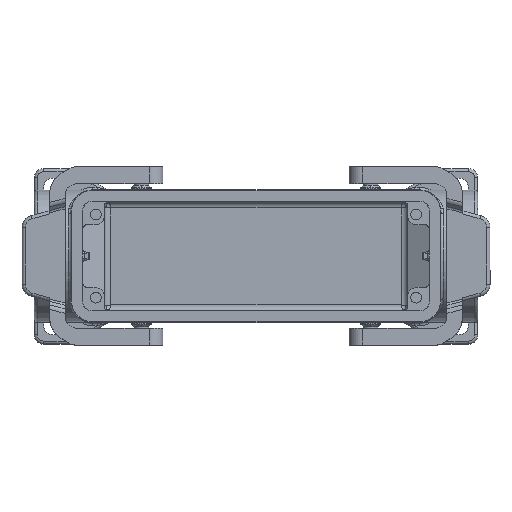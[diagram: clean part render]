
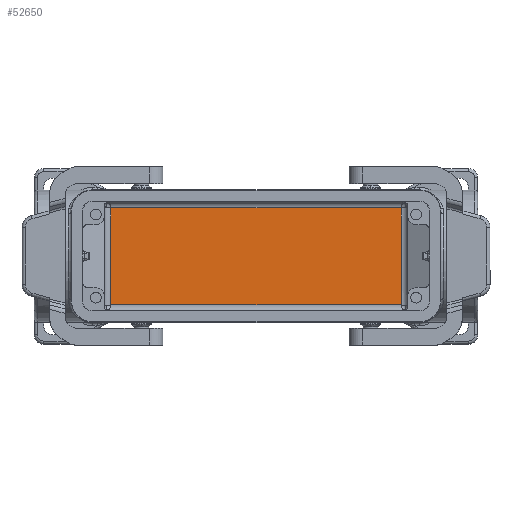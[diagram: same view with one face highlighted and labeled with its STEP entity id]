
A CAD part, top view. The second image highlights one B-rep face of the part: STEP entity #52650.
In plain terms, the highlighted planar face has unit normal (0, 0, 1).
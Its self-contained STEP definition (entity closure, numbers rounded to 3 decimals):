
#37490=CARTESIAN_POINT('',(97.269,40.205,3.));
#37500=DIRECTION('',(0.,0.,1.));
#37510=DIRECTION('',(-1.,0.,0.));
#37520=AXIS2_PLACEMENT_3D('',#37490,#37500,#37510);
#37530=PLANE('',#37520);
#52310=CARTESIAN_POINT('',(13.069,0.,
3.));
#52320=DIRECTION('',(0.,1.,0.));
#52330=VECTOR('',#52320,1.);
#52340=LINE('',#52310,#52330);
#52350=CARTESIAN_POINT('',(13.069,24.455,3.));
#52360=VERTEX_POINT('',#52350);
#52370=CARTESIAN_POINT('',(13.069,55.955,3.));
#52380=VERTEX_POINT('',#52370);
#52390=EDGE_CURVE('',#52360,#52380,#52340,.T.);
#52400=ORIENTED_EDGE('',*,*,#52390,.F.);
#52410=CARTESIAN_POINT('',(0.,55.955,3.));
#52420=DIRECTION('',(-1.,0.,0.));
#52430=VECTOR('',#52420,1.);
#52440=LINE('',#52410,#52430);
#52450=CARTESIAN_POINT('',(107.569,55.955,3.));
#52460=VERTEX_POINT('',#52450);
#52470=EDGE_CURVE('',#52460,#52380,#52440,.T.);
#52480=ORIENTED_EDGE('',*,*,#52470,.T.);
#52490=CARTESIAN_POINT('',(107.569,0.,
3.));
#52500=DIRECTION('',(0.,1.,0.));
#52510=VECTOR('',#52500,1.);
#52520=LINE('',#52490,#52510);
#52530=CARTESIAN_POINT('',(107.569,24.455,3.));
#52540=VERTEX_POINT('',#52530);
#52550=EDGE_CURVE('',#52540,#52460,#52520,.T.);
#52560=ORIENTED_EDGE('',*,*,#52550,.T.);
#52570=CARTESIAN_POINT('',(0.,24.455,3.));
#52580=DIRECTION('',(-1.,0.,0.));
#52590=VECTOR('',#52580,1.);
#52600=LINE('',#52570,#52590);
#52610=EDGE_CURVE('',#52540,#52360,#52600,.T.);
#52620=ORIENTED_EDGE('',*,*,#52610,.F.);
#52630=EDGE_LOOP('',(#52620,#52560,#52480,#52400));
#52640=FACE_OUTER_BOUND('',#52630,.T.);
#52650=ADVANCED_FACE('',(#52640),#37530,.T.);
